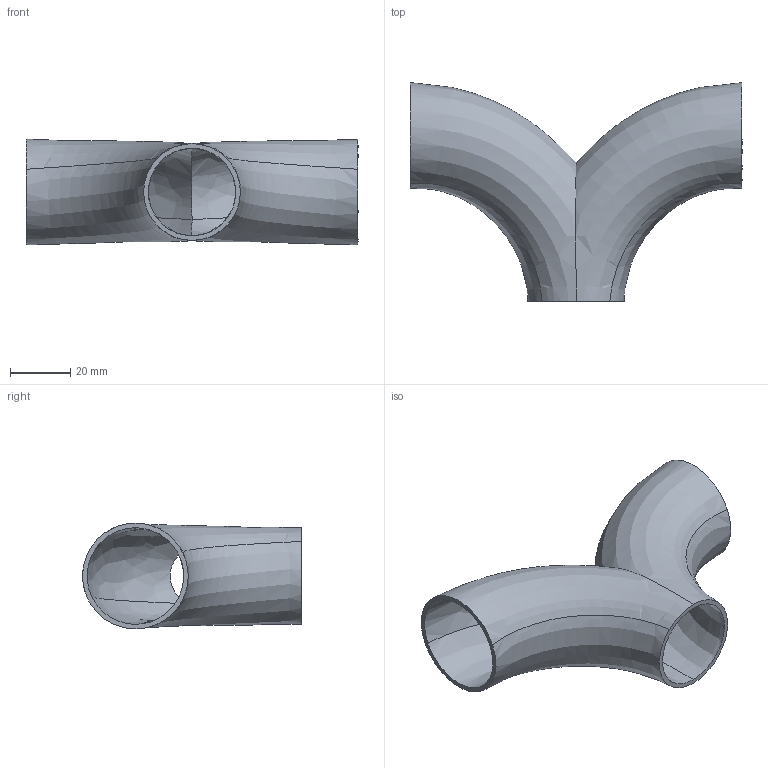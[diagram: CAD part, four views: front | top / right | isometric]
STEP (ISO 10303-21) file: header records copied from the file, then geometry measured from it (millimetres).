
FILE_DESCRIPTION (( 'STEP AP203' ), '1' );
FILE_NAME ('3D_M-3032_32_174793565_174793615.STEP', '2024-09-10T09:24:53', ( '' ), ( '' ), 'SwSTEP 2.0', 'SolidWorks 2024', '' );
FILE_SCHEMA (( 'CONFIG_CONTROL_DESIGN' ));
Length unit declared in the file: millimetre
Products named in the file (1): 3D_M-3032_32_174793565_174793615
Bounding box: 110 x 72.5 x 35 mm (x, y, z)
Volume: 20873.5 mm3; surface area: 28296 mm2
Topology: 1 solids, 1 shells, 11 faces, 30 edges, 20 vertices
Faces by surface type: bspline 8, plane 3
Entity records: 8296 total; most frequent: CARTESIAN_POINT 7995, ORIENTED_EDGE 60, EDGE_CURVE 30, B_SPLINE_CURVE_WITH_KNOTS 24, VERTEX_POINT 20, DIRECTION 20, EDGE_LOOP 14, FACE_OUTER_BOUND 11
